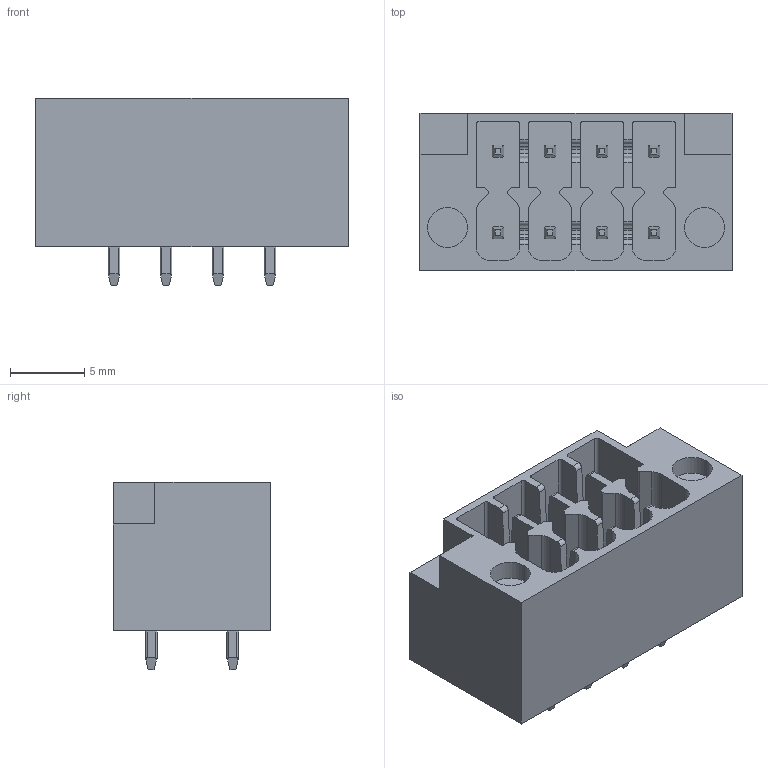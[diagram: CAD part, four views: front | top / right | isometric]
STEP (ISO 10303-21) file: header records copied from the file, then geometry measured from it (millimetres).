
FILE_DESCRIPTION((''),'2;1');
FILE_NAME('TLPHDW-010V','2024-09-18T10:30:50',('tluser'),(''),'CREO PARAMETRIC BY PTC INC, 2018100','CREO PARAMETRIC BY PTC INC, 2018100','');
FILE_SCHEMA(('CONFIG_CONTROL_DESIGN'));
Length unit declared in the file: millimetre
Products named in the file (1): TLPHDW-010V
Bounding box: 21 x 10.6 x 12.6 mm (x, y, z)
Volume: 1609.2 mm3; surface area: 1780.5 mm2
Topology: 1 solids, 1 shells, 355 faces, 1002 edges, 668 vertices
Faces by surface type: plane 231, cylinder 124
Entity records: 11690 total; most frequent: CARTESIAN_POINT 2513, ORIENTED_EDGE 2004, DIRECTION 1768, EDGE_CURVE 1002, VECTOR 690, LINE 690, VERTEX_POINT 668, AXIS2_PLACEMENT_3D 539
